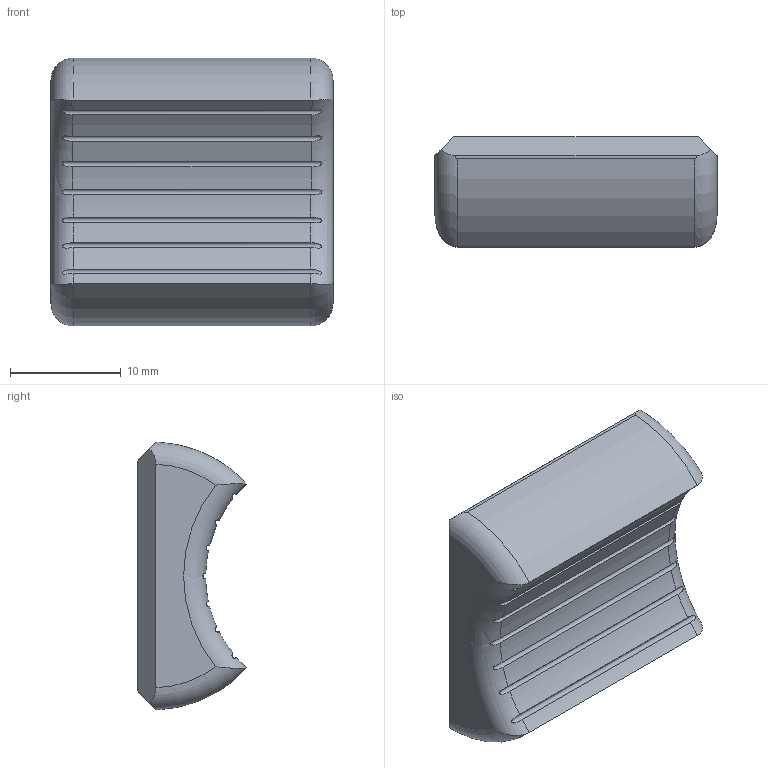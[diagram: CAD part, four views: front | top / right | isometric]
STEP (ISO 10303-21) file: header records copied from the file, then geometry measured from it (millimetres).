
FILE_DESCRIPTION(/* description */ (''),/* implementation_level */ '2;1');
FILE_NAME(/* name */ 'Behringer 1208 Knob (medium).step',/* time_stamp */ '2025-09-18T14:30:20+12:00',/* author */ (''),/* organization */ (''),/* preprocessor_version */ 'ST-DEVELOPER v20.1',/* originating_system */ 'Autodesk Translation Framework v14.17.0.0',/* authorisation */ '');
FILE_SCHEMA (('AUTOMOTIVE_DESIGN { 1 0 10303 214 3 1 1 }'));
Length unit declared in the file: millimetre
Products named in the file (1): Behringer 1208 Knob
Bounding box: 25.5 x 9.94 x 24.19 mm (x, y, z)
Volume: 4249.8 mm3; surface area: 1995.5 mm2
Topology: 1 solids, 1 shells, 50 faces, 128 edges, 82 vertices
Faces by surface type: plane 27, cylinder 17, torus 6
Entity records: 2071 total; most frequent: CARTESIAN_POINT 889, ORIENTED_EDGE 256, DIRECTION 208, EDGE_CURVE 128, VERTEX_POINT 82, LINE 70, VECTOR 70, AXIS2_PLACEMENT_3D 69
